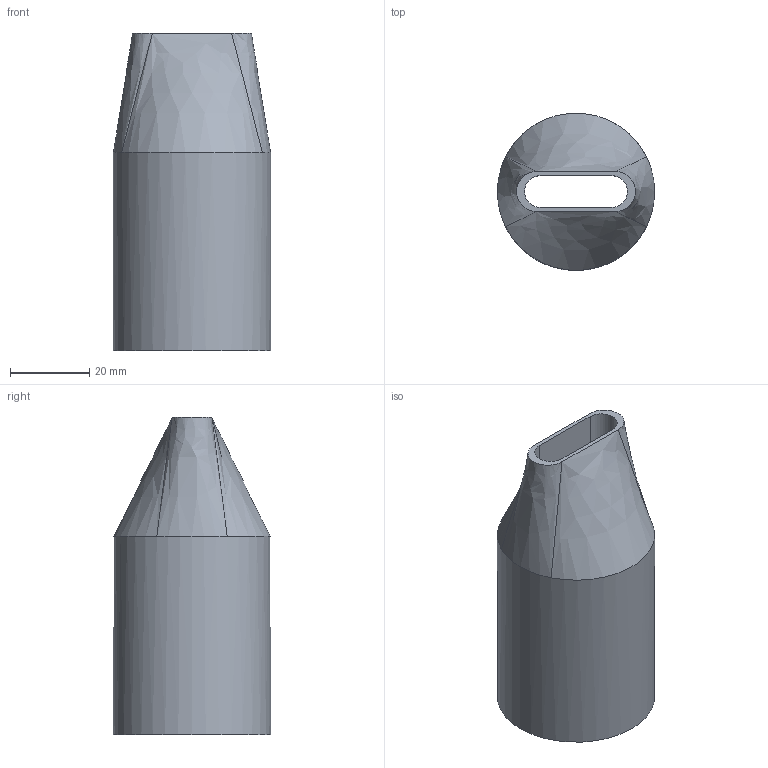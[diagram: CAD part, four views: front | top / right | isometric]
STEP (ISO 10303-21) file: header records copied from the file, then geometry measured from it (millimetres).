
FILE_DESCRIPTION(/* description */ (''),/* implementation_level */ '2;1');
FILE_NAME(/* name */ 'nozzle-v1.stp',/* time_stamp */ '2025-05-15T08:41:14+02:00',/* author */ ('Bartosz'),/* organization */ (''),/* preprocessor_version */ 'ST-DEVELOPER v18.1',/* originating_system */ 'Autodesk Inventor 2021',/* authorisation */ '');
FILE_SCHEMA (('AUTOMOTIVE_DESIGN { 1 0 10303 214 3 1 1 }'));
Length unit declared in the file: millimetre
Products named in the file (1): nozzle-v1
Bounding box: 39.65 x 39.65 x 80 mm (x, y, z)
Volume: 29487.8 mm3; surface area: 17650.2 mm2
Topology: 1 solids, 1 shells, 13 faces, 33 edges, 23 vertices
Faces by surface type: plane 5, cylinder 4, bspline 4
Full cylindrical faces by diameter (mm): 34.65 x1, 39.65 x1
Entity records: 581 total; most frequent: CARTESIAN_POINT 210, DIRECTION 70, ORIENTED_EDGE 66, EDGE_CURVE 33, AXIS2_PLACEMENT_3D 27, VERTEX_POINT 23, CIRCLE 17, EDGE_LOOP 16
